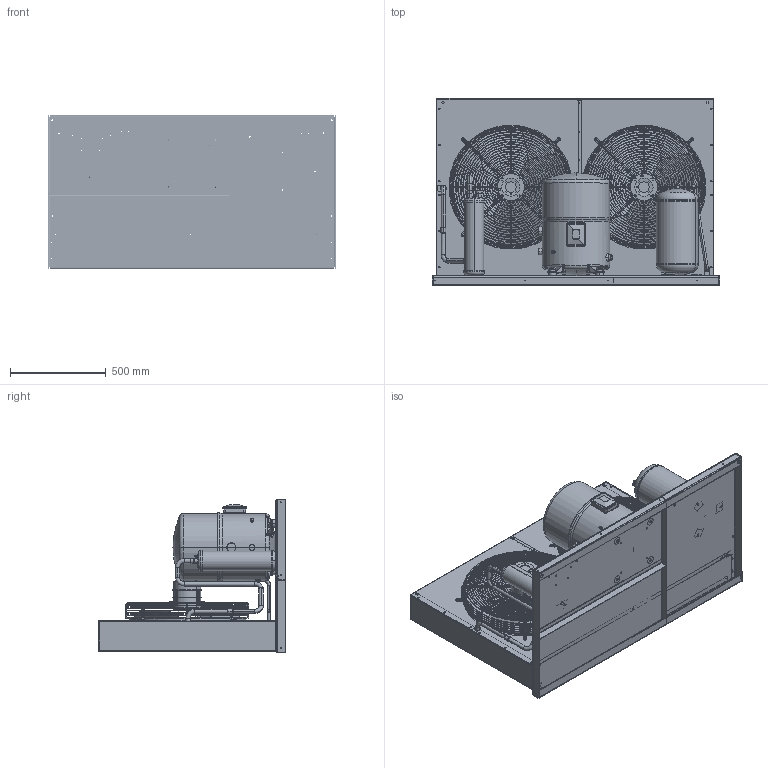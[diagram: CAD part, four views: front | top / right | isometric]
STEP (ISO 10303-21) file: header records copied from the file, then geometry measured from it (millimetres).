
FILE_DESCRIPTION (( 'STEP AP203' ), '1' );
FILE_NAME ('HGM(Z)125D.STEP', '2016-02-02T13:17:26', ( '' ), ( '' ), 'SwSTEP 2.0', 'SolidWorks 2014', '' );
FILE_SCHEMA (( 'CONFIG_CONTROL_DESIGN' ));
Length unit declared in the file: millimetre
Products named in the file (19): 191U128507; 191U138500 600MM; 191U161007; 191U124727P02; 191U124707; 191U137400 MOTOR EBERLE 3-4CV; 191U480407_Predeterminado; COMPRESSOR DANFOSS MODELO MT100-160; 191U135920; 191U161207; 191U124727P03; 118U6013_Default<As Machined>; hptech_600; 191U155927; 191U124717 - Copy; 021F0140; HGM(Z)125D; 191U124727P04; 191U007810
Assembly tree (20 placements, depth 4):
  HGM(Z)125D
    191U128507
    COMPRESSOR DANFOSS MODELO MT100-160
    191U124707
      191U124717 - Copy
      191U124727P02
      191U124727P03
      191U124727P04
      191U135920  x2
        191U137400 MOTOR EBERLE 3-4CV
        hptech_600
        191U138500 600MM
      021F0140
    118U6013_Default<As Machined>
    191U007810
    191U480407_Predeterminado
    191U155927
    021F0140
    191U161007
    191U161207
Bounding box: 1500 x 977 x 800 mm (x, y, z)
Volume: 65306263.3 mm3; surface area: 16846557 mm2
Topology: 171 solids, 187 shells, 3526 faces, 8381 edges, 5186 vertices
Faces by surface type: plane 1492, cylinder 1255, torus 539, bspline 144, cone 82, sphere 14
Entity records: 97692 total; most frequent: CARTESIAN_POINT 35844, DIRECTION 13078, ORIENTED_EDGE 11984, EDGE_CURVE 6017, AXIS2_PLACEMENT_3D 5073, VERTEX_POINT 3737, LINE 2932, VECTOR 2932
